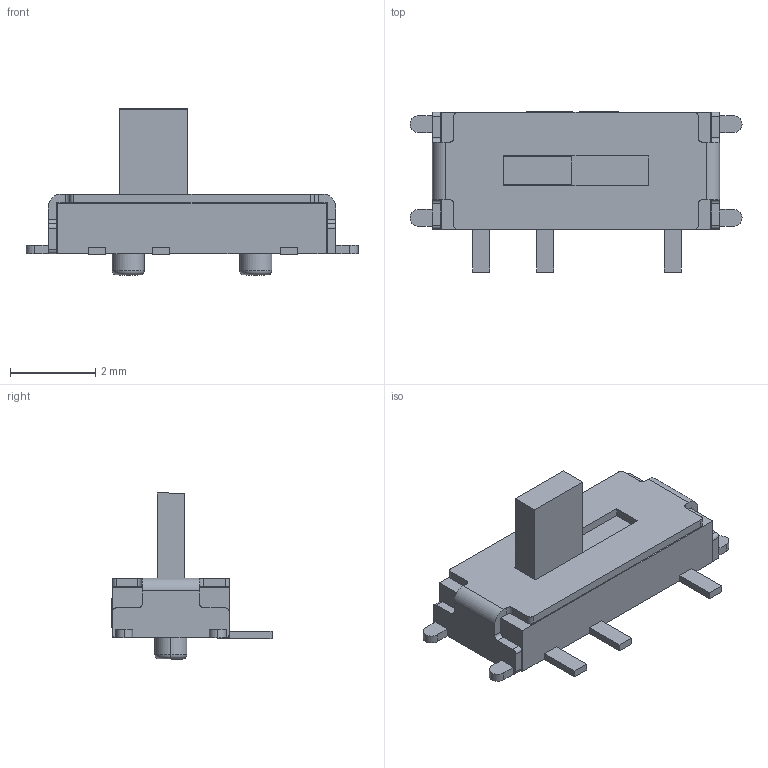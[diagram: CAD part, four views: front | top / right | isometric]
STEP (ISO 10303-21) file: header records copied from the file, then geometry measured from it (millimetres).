
FILE_DESCRIPTION (( 'STEP AP214' ), '1' );
FILE_NAME ('SW-SMD_MSS12C02LS-HB2.0-1.STEP', '2022-08-03T14:49:04', ( '' ), ( '' ), 'SwSTEP 2.0', 'SolidWorks 2020', '' );
FILE_SCHEMA (( 'AUTOMOTIVE_DESIGN' ));
Length unit declared in the file: millimetre
Products named in the file (1): SW-SMD_MSS12C02LS-HB2.0-1
Bounding box: 7.8 x 3.76 x 3.9 mm (x, y, z)
Volume: 27.5 mm3; surface area: 122.7 mm2
Topology: 2 solids, 2 shells, 338 faces, 930 edges, 617 vertices
Faces by surface type: plane 200, bspline 98, cylinder 36, torus 4
Entity records: 12564 total; most frequent: CARTESIAN_POINT 3192, ORIENTED_EDGE 1860, DIRECTION 1295, EDGE_CURVE 930, LINE 647, VECTOR 647, VERTEX_POINT 617, EDGE_LOOP 361
